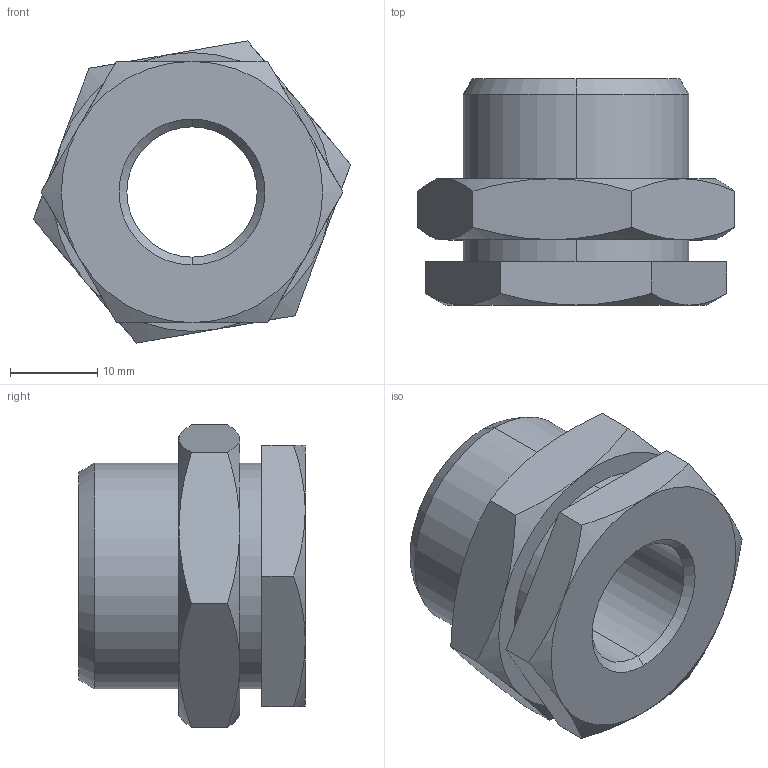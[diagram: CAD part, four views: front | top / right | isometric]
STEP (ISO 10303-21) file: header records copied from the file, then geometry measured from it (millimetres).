
FILE_DESCRIPTION (( 'STEP AP214' ), '1' );
FILE_NAME ('DRF.SCHOT03.STEP', '2018-09-03T11:15:13', ( '' ), ( '' ), 'SwSTEP 2.0', 'SolidWorks 2018', '' );
FILE_SCHEMA (( 'AUTOMOTIVE_DESIGN' ));
Length unit declared in the file: millimetre
Products named in the file (1): DRF.SCHOT03
Bounding box: 36.41 x 26 x 34.68 mm (x, y, z)
Volume: 12803.9 mm3; surface area: 6487.5 mm2
Topology: 2 solids, 2 shells, 53 faces, 114 edges, 66 vertices
Faces by surface type: cone 28, plane 17, cylinder 8
Entity records: 2714 total; most frequent: CARTESIAN_POINT 976, ORIENTED_EDGE 228, DIRECTION 228, EDGE_CURVE 114, AXIS2_PLACEMENT_3D 96, VERTEX_POINT 66, EDGE_LOOP 58, UNCERTAINTY_MEASURE_WITH_UNIT 57
